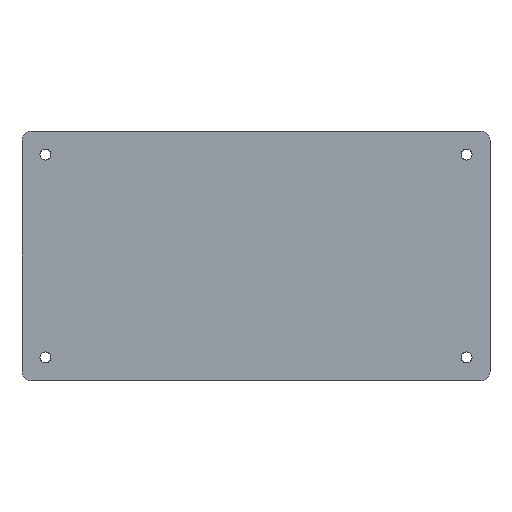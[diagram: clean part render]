
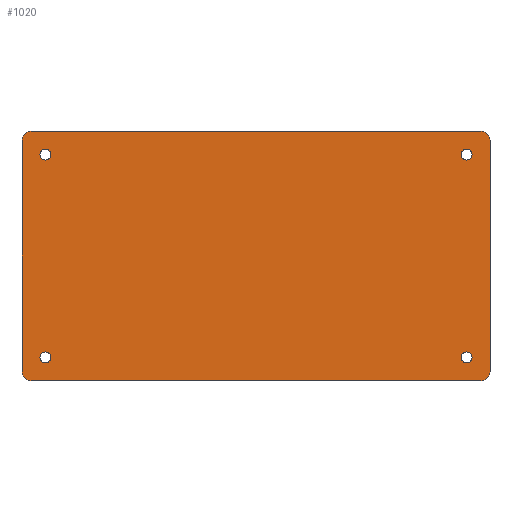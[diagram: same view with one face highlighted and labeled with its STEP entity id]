
A CAD part, front view. The second image highlights one B-rep face of the part: STEP entity #1020.
In plain terms, the highlighted planar face has unit normal (0, -1, 0).
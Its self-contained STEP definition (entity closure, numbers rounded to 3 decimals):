
#33=FACE_BOUND('',#155,.T.);
#34=FACE_BOUND('',#156,.T.);
#35=FACE_BOUND('',#157,.T.);
#36=FACE_BOUND('',#158,.T.);
#58=PLANE('',#1118);
#96=FACE_OUTER_BOUND('',#154,.T.);
#154=EDGE_LOOP('',(#755,#756,#757,#758,#759,#760,#761,#762));
#155=EDGE_LOOP('',(#763));
#156=EDGE_LOOP('',(#764));
#157=EDGE_LOOP('',(#765));
#158=EDGE_LOOP('',(#766));
#219=LINE('',#1533,#315);
#224=LINE('',#1547,#320);
#228=LINE('',#1559,#324);
#232=LINE('',#1571,#328);
#315=VECTOR('',#1228,10.);
#320=VECTOR('',#1241,10.);
#324=VECTOR('',#1253,10.);
#328=VECTOR('',#1265,10.);
#408=CIRCLE('',#1091,1.75);
#410=CIRCLE('',#1094,1.75);
#412=CIRCLE('',#1097,1.75);
#414=CIRCLE('',#1100,1.75);
#415=CIRCLE('',#1103,3.);
#417=CIRCLE('',#1107,3.);
#419=CIRCLE('',#1111,3.);
#421=CIRCLE('',#1115,3.);
#456=VERTEX_POINT('',#1509);
#458=VERTEX_POINT('',#1515);
#460=VERTEX_POINT('',#1521);
#462=VERTEX_POINT('',#1527);
#463=VERTEX_POINT('',#1531);
#464=VERTEX_POINT('',#1532);
#467=VERTEX_POINT('',#1540);
#469=VERTEX_POINT('',#1546);
#471=VERTEX_POINT('',#1552);
#473=VERTEX_POINT('',#1558);
#475=VERTEX_POINT('',#1564);
#477=VERTEX_POINT('',#1570);
#553=EDGE_CURVE('',#456,#456,#408,.T.);
#556=EDGE_CURVE('',#458,#458,#410,.T.);
#559=EDGE_CURVE('',#460,#460,#412,.T.);
#562=EDGE_CURVE('',#462,#462,#414,.T.);
#563=EDGE_CURVE('',#463,#464,#219,.T.);
#567=EDGE_CURVE('',#467,#464,#415,.T.);
#570=EDGE_CURVE('',#467,#469,#224,.T.);
#573=EDGE_CURVE('',#471,#469,#417,.T.);
#576=EDGE_CURVE('',#471,#473,#228,.T.);
#579=EDGE_CURVE('',#475,#473,#419,.T.);
#582=EDGE_CURVE('',#475,#477,#232,.T.);
#585=EDGE_CURVE('',#463,#477,#421,.T.);
#755=ORIENTED_EDGE('',*,*,#585,.F.);
#756=ORIENTED_EDGE('',*,*,#563,.T.);
#757=ORIENTED_EDGE('',*,*,#567,.F.);
#758=ORIENTED_EDGE('',*,*,#570,.T.);
#759=ORIENTED_EDGE('',*,*,#573,.F.);
#760=ORIENTED_EDGE('',*,*,#576,.T.);
#761=ORIENTED_EDGE('',*,*,#579,.F.);
#762=ORIENTED_EDGE('',*,*,#582,.T.);
#763=ORIENTED_EDGE('',*,*,#562,.F.);
#764=ORIENTED_EDGE('',*,*,#559,.F.);
#765=ORIENTED_EDGE('',*,*,#556,.F.);
#766=ORIENTED_EDGE('',*,*,#553,.F.);
#1020=ADVANCED_FACE('',(#96,#33,#34,#35,#36),#58,.F.);
#1091=AXIS2_PLACEMENT_3D('',#1511,#1203,#1204);
#1094=AXIS2_PLACEMENT_3D('',#1517,#1210,#1211);
#1097=AXIS2_PLACEMENT_3D('',#1523,#1217,#1218);
#1100=AXIS2_PLACEMENT_3D('',#1529,#1224,#1225);
#1103=AXIS2_PLACEMENT_3D('',#1541,#1234,#1235);
#1107=AXIS2_PLACEMENT_3D('',#1553,#1246,#1247);
#1111=AXIS2_PLACEMENT_3D('',#1565,#1258,#1259);
#1115=AXIS2_PLACEMENT_3D('',#1576,#1270,#1271);
#1118=AXIS2_PLACEMENT_3D('',#1579,#1276,#1277);
#1203=DIRECTION('center_axis',(0.,-1.,0.));
#1204=DIRECTION('ref_axis',(1.,0.,0.));
#1210=DIRECTION('center_axis',(0.,-1.,0.));
#1211=DIRECTION('ref_axis',(1.,0.,0.));
#1217=DIRECTION('center_axis',(0.,-1.,0.));
#1218=DIRECTION('ref_axis',(1.,0.,0.));
#1224=DIRECTION('center_axis',(0.,-1.,0.));
#1225=DIRECTION('ref_axis',(1.,0.,0.));
#1228=DIRECTION('',(0.,0.,1.));
#1234=DIRECTION('center_axis',(0.,1.,0.));
#1235=DIRECTION('ref_axis',(0.,0.,1.));
#1241=DIRECTION('',(-1.,0.,0.));
#1246=DIRECTION('center_axis',(0.,1.,0.));
#1247=DIRECTION('ref_axis',(-1.,0.,0.));
#1253=DIRECTION('',(0.,0.,-1.));
#1258=DIRECTION('center_axis',(0.,1.,0.));
#1259=DIRECTION('ref_axis',(0.,0.,-1.));
#1265=DIRECTION('',(1.,0.,0.));
#1270=DIRECTION('center_axis',(0.,1.,0.));
#1271=DIRECTION('ref_axis',(1.,0.,0.));
#1276=DIRECTION('center_axis',(0.,1.,0.));
#1277=DIRECTION('ref_axis',(1.,0.,0.));
#1509=CARTESIAN_POINT('',(65.75,0.,32.5));
#1511=CARTESIAN_POINT('Origin',(67.5,0.,32.5));
#1515=CARTESIAN_POINT('',(-69.25,0.,32.5));
#1517=CARTESIAN_POINT('Origin',(-67.5,0.,32.5));
#1521=CARTESIAN_POINT('',(-69.25,0.,-32.5));
#1523=CARTESIAN_POINT('Origin',(-67.5,0.,-32.5));
#1527=CARTESIAN_POINT('',(65.75,0.,-32.5));
#1529=CARTESIAN_POINT('Origin',(67.5,0.,-32.5));
#1531=CARTESIAN_POINT('',(75.,0.,-37.));
#1532=CARTESIAN_POINT('',(75.,0.,37.));
#1533=CARTESIAN_POINT('',(75.,0.,-37.));
#1540=CARTESIAN_POINT('',(72.,0.,40.));
#1541=CARTESIAN_POINT('Origin',(72.,0.,37.));
#1546=CARTESIAN_POINT('',(-72.,0.,40.));
#1547=CARTESIAN_POINT('',(72.,0.,40.));
#1552=CARTESIAN_POINT('',(-75.,0.,37.));
#1553=CARTESIAN_POINT('Origin',(-72.,0.,37.));
#1558=CARTESIAN_POINT('',(-75.,0.,-37.));
#1559=CARTESIAN_POINT('',(-75.,0.,37.));
#1564=CARTESIAN_POINT('',(-72.,0.,-40.));
#1565=CARTESIAN_POINT('Origin',(-72.,0.,-37.));
#1570=CARTESIAN_POINT('',(72.,0.,-40.));
#1571=CARTESIAN_POINT('',(-72.,0.,-40.));
#1576=CARTESIAN_POINT('Origin',(72.,0.,-37.));
#1579=CARTESIAN_POINT('Origin',(0.,0.,
0.));
